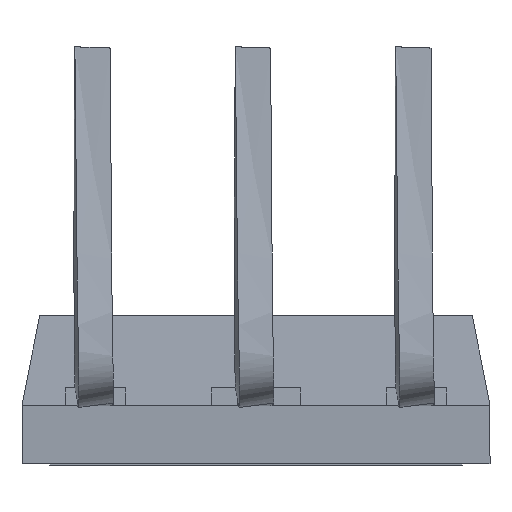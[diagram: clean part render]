
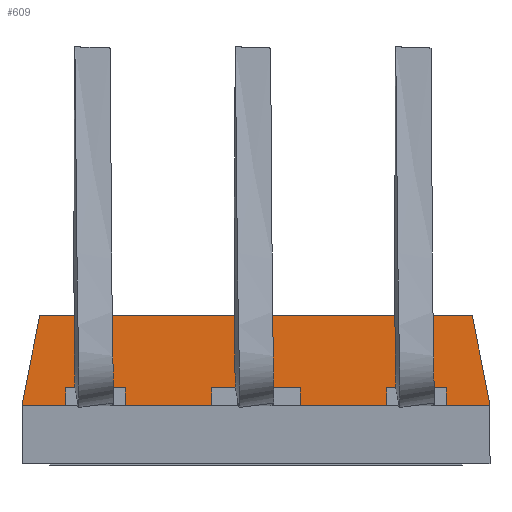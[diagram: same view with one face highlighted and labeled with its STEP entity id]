
A CAD part, front view. The second image highlights one B-rep face of the part: STEP entity #609.
In plain terms, the highlighted planar face has unit normal (0, -0.999, 0.049).
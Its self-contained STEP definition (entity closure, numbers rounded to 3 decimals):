
#30 = ORIENTED_EDGE ( 'NONE', *, *, #1101, .T. ) ;
#48 = DIRECTION ( 'NONE',  ( 0., -0.049, -0.999 ) ) ;
#93 = PLANE ( 'NONE',  #2762 ) ;
#177 = LINE ( 'NONE', #2787, #796 ) ;
#226 = ORIENTED_EDGE ( 'NONE', *, *, #3023, .F. ) ;
#253 = VERTEX_POINT ( 'NONE', #1021 ) ;
#271 = EDGE_CURVE ( 'NONE', #487, #1922, #3843, .T. ) ;
#379 = DIRECTION ( 'NONE',  ( 0., 0.049, 0.999 ) ) ;
#399 = ORIENTED_EDGE ( 'NONE', *, *, #653, .F. ) ;
#440 = ORIENTED_EDGE ( 'NONE', *, *, #2405, .T. ) ;
#465 = LINE ( 'NONE', #3420, #2081 ) ;
#470 = CARTESIAN_POINT ( 'NONE',  ( 15.9, 0., 1.98 ) ) ;
#487 = VERTEX_POINT ( 'NONE', #2157 ) ;
#504 = VECTOR ( 'NONE', #772, 1000. ) ;
#514 = CARTESIAN_POINT ( 'NONE',  ( 3.515, 0., 1.98 ) ) ;
#547 = CARTESIAN_POINT ( 'NONE',  ( 0., 0.03, 2.58 ) ) ;
#548 = ORIENTED_EDGE ( 'NONE', *, *, #271, .F. ) ;
#565 = EDGE_CURVE ( 'NONE', #3443, #253, #177, .T. ) ;
#609 = ADVANCED_FACE ( 'NONE', ( #1411 ), #93, .F. ) ;
#653 = EDGE_CURVE ( 'NONE', #849, #1171, #3213, .T. ) ;
#677 = CARTESIAN_POINT ( 'NONE',  ( 9.45, 0.03, 2.58 ) ) ;
#688 = ORIENTED_EDGE ( 'NONE', *, *, #2002, .F. ) ;
#691 = EDGE_LOOP ( 'NONE', ( #3079, #1664, #2627, #30, #2822, #399, #1121, #730, #3440, #688, #226, #1699, #548, #3010, #2557, #440 ) ) ;
#730 = ORIENTED_EDGE ( 'NONE', *, *, #1244, .T. ) ;
#770 = CARTESIAN_POINT ( 'NONE',  ( 0., 0., 1.98 ) ) ;
#772 = DIRECTION ( 'NONE',  ( 0., 0.049, 0.999 ) ) ;
#779 = LINE ( 'NONE', #514, #3015 ) ;
#796 = VECTOR ( 'NONE', #3110, 1000. ) ;
#809 = EDGE_CURVE ( 'NONE', #1361, #3438, #3819, .T. ) ;
#849 = VERTEX_POINT ( 'NONE', #3100 ) ;
#862 = DIRECTION ( 'NONE',  ( 1., 0., 0. ) ) ;
#871 = VECTOR ( 'NONE', #1516, 1000. ) ;
#973 = CARTESIAN_POINT ( 'NONE',  ( 0., 0., 1.98 ) ) ;
#991 = CARTESIAN_POINT ( 'NONE',  ( 1.485, 0.03, 2.58 ) ) ;
#1021 = CARTESIAN_POINT ( 'NONE',  ( 0.6, 0.15, 5.03 ) ) ;
#1034 = DIRECTION ( 'NONE',  ( 1., 0., 0. ) ) ;
#1059 = CARTESIAN_POINT ( 'NONE',  ( 6.45, 0., 1.98 ) ) ;
#1101 = EDGE_CURVE ( 'NONE', #3443, #2695, #3012, .T. ) ;
#1121 = ORIENTED_EDGE ( 'NONE', *, *, #1979, .F. ) ;
#1167 = VERTEX_POINT ( 'NONE', #470 ) ;
#1171 = VERTEX_POINT ( 'NONE', #2308 ) ;
#1182 = DIRECTION ( 'NONE',  ( 0., 0.049, 0.999 ) ) ;
#1185 = VECTOR ( 'NONE', #1545, 1000. ) ;
#1244 = EDGE_CURVE ( 'NONE', #2297, #3438, #2974, .T. ) ;
#1249 = EDGE_CURVE ( 'NONE', #2702, #487, #2149, .T. ) ;
#1345 = VECTOR ( 'NONE', #862, 1000. ) ;
#1361 = VERTEX_POINT ( 'NONE', #2441 ) ;
#1390 = CARTESIAN_POINT ( 'NONE',  ( 12.385, 0., 1.98 ) ) ;
#1411 = FACE_OUTER_BOUND ( 'NONE', #691, .T. ) ;
#1431 = CARTESIAN_POINT ( 'NONE',  ( 0., 0.03, 2.58 ) ) ;
#1461 = DIRECTION ( 'NONE',  ( -1., 0., 0. ) ) ;
#1478 = VECTOR ( 'NONE', #3570, 1000. ) ;
#1483 = VECTOR ( 'NONE', #3800, 1000. ) ;
#1488 = CARTESIAN_POINT ( 'NONE',  ( 9.45, 0., 1.98 ) ) ;
#1516 = DIRECTION ( 'NONE',  ( -1., 0., 0. ) ) ;
#1545 = DIRECTION ( 'NONE',  ( 1., 0., 0. ) ) ;
#1585 = DIRECTION ( 'NONE',  ( -0.193, 0.048, 0.98 ) ) ;
#1598 = DIRECTION ( 'NONE',  ( 1., 0., 0. ) ) ;
#1653 = LINE ( 'NONE', #1488, #3185 ) ;
#1664 = ORIENTED_EDGE ( 'NONE', *, *, #2286, .F. ) ;
#1699 = ORIENTED_EDGE ( 'NONE', *, *, #3895, .T. ) ;
#1748 = EDGE_CURVE ( 'NONE', #1171, #2695, #3730, .T. ) ;
#1861 = CARTESIAN_POINT ( 'NONE',  ( 6.45, 0.03, 2.58 ) ) ;
#1922 = VERTEX_POINT ( 'NONE', #1390 ) ;
#1950 = CARTESIAN_POINT ( 'NONE',  ( 14.415, 0., 1.98 ) ) ;
#1979 = EDGE_CURVE ( 'NONE', #2297, #849, #779, .T. ) ;
#2002 = EDGE_CURVE ( 'NONE', #3233, #1361, #3903, .T. ) ;
#2081 = VECTOR ( 'NONE', #1598, 1000. ) ;
#2149 = LINE ( 'NONE', #547, #3681 ) ;
#2157 = CARTESIAN_POINT ( 'NONE',  ( 12.385, 0.03, 2.58 ) ) ;
#2212 = DIRECTION ( 'NONE',  ( 0., 0.999, -0.049 ) ) ;
#2222 = VECTOR ( 'NONE', #3811, 1000. ) ;
#2260 = VERTEX_POINT ( 'NONE', #1950 ) ;
#2286 = EDGE_CURVE ( 'NONE', #253, #2895, #3011, .T. ) ;
#2297 = VERTEX_POINT ( 'NONE', #2861 ) ;
#2308 = CARTESIAN_POINT ( 'NONE',  ( 1.485, 0.03, 2.58 ) ) ;
#2405 = EDGE_CURVE ( 'NONE', #2260, #1167, #2817, .T. ) ;
#2434 = CARTESIAN_POINT ( 'NONE',  ( 12.385, 0.03, 2.58 ) ) ;
#2441 = CARTESIAN_POINT ( 'NONE',  ( 6.45, 0.03, 2.58 ) ) ;
#2557 = ORIENTED_EDGE ( 'NONE', *, *, #2737, .F. ) ;
#2561 = CARTESIAN_POINT ( 'NONE',  ( 0., 0.15, 5.03 ) ) ;
#2602 = CARTESIAN_POINT ( 'NONE',  ( 14.415, 0., 1.98 ) ) ;
#2627 = ORIENTED_EDGE ( 'NONE', *, *, #565, .F. ) ;
#2695 = VERTEX_POINT ( 'NONE', #3653 ) ;
#2702 = VERTEX_POINT ( 'NONE', #2746 ) ;
#2737 = EDGE_CURVE ( 'NONE', #2260, #2702, #2843, .T. ) ;
#2746 = CARTESIAN_POINT ( 'NONE',  ( 14.415, 0.03, 2.58 ) ) ;
#2762 = AXIS2_PLACEMENT_3D ( 'NONE', #973, #2212, #379 ) ;
#2772 = VERTEX_POINT ( 'NONE', #3842 ) ;
#2787 = CARTESIAN_POINT ( 'NONE',  ( 0., 0., 1.98 ) ) ;
#2817 = LINE ( 'NONE', #3380, #1185 ) ;
#2818 = DIRECTION ( 'NONE',  ( 0., -0.049, -0.999 ) ) ;
#2822 = ORIENTED_EDGE ( 'NONE', *, *, #1748, .F. ) ;
#2843 = LINE ( 'NONE', #2602, #504 ) ;
#2861 = CARTESIAN_POINT ( 'NONE',  ( 3.515, 0., 1.98 ) ) ;
#2895 = VERTEX_POINT ( 'NONE', #3290 ) ;
#2961 = DIRECTION ( 'NONE',  ( 0., 0.049, 0.999 ) ) ;
#2974 = LINE ( 'NONE', #3295, #1345 ) ;
#3010 = ORIENTED_EDGE ( 'NONE', *, *, #1249, .F. ) ;
#3011 = LINE ( 'NONE', #2561, #3721 ) ;
#3012 = LINE ( 'NONE', #770, #1483 ) ;
#3015 = VECTOR ( 'NONE', #2961, 1000. ) ;
#3023 = EDGE_CURVE ( 'NONE', #2772, #3233, #1653, .T. ) ;
#3079 = ORIENTED_EDGE ( 'NONE', *, *, #3232, .T. ) ;
#3100 = CARTESIAN_POINT ( 'NONE',  ( 3.515, 0.03, 2.58 ) ) ;
#3110 = DIRECTION ( 'NONE',  ( 0.193, 0.048, 0.98 ) ) ;
#3122 = CARTESIAN_POINT ( 'NONE',  ( 15.9, 0., 1.98 ) ) ;
#3185 = VECTOR ( 'NONE', #1182, 1000. ) ;
#3213 = LINE ( 'NONE', #3346, #871 ) ;
#3222 = LINE ( 'NONE', #3122, #3915 ) ;
#3232 = EDGE_CURVE ( 'NONE', #1167, #2895, #3222, .T. ) ;
#3233 = VERTEX_POINT ( 'NONE', #677 ) ;
#3290 = CARTESIAN_POINT ( 'NONE',  ( 15.3, 0.15, 5.03 ) ) ;
#3295 = CARTESIAN_POINT ( 'NONE',  ( 0., 0., 1.98 ) ) ;
#3346 = CARTESIAN_POINT ( 'NONE',  ( 0., 0.03, 2.58 ) ) ;
#3380 = CARTESIAN_POINT ( 'NONE',  ( 0., 0., 1.98 ) ) ;
#3420 = CARTESIAN_POINT ( 'NONE',  ( 0., 0., 1.98 ) ) ;
#3438 = VERTEX_POINT ( 'NONE', #1059 ) ;
#3440 = ORIENTED_EDGE ( 'NONE', *, *, #809, .F. ) ;
#3443 = VERTEX_POINT ( 'NONE', #3799 ) ;
#3570 = DIRECTION ( 'NONE',  ( -1., 0., 0. ) ) ;
#3631 = VECTOR ( 'NONE', #2818, 1000. ) ;
#3653 = CARTESIAN_POINT ( 'NONE',  ( 1.485, 0., 1.98 ) ) ;
#3681 = VECTOR ( 'NONE', #1461, 1000. ) ;
#3721 = VECTOR ( 'NONE', #1034, 1000. ) ;
#3726 = VECTOR ( 'NONE', #48, 1000. ) ;
#3730 = LINE ( 'NONE', #991, #3631 ) ;
#3799 = CARTESIAN_POINT ( 'NONE',  ( 0., 0., 1.98 ) ) ;
#3800 = DIRECTION ( 'NONE',  ( 1., 0., 0. ) ) ;
#3811 = DIRECTION ( 'NONE',  ( 0., -0.049, -0.999 ) ) ;
#3819 = LINE ( 'NONE', #1861, #3726 ) ;
#3842 = CARTESIAN_POINT ( 'NONE',  ( 9.45, 0., 1.98 ) ) ;
#3843 = LINE ( 'NONE', #2434, #2222 ) ;
#3895 = EDGE_CURVE ( 'NONE', #2772, #1922, #465, .T. ) ;
#3903 = LINE ( 'NONE', #1431, #1478 ) ;
#3915 = VECTOR ( 'NONE', #1585, 1000. ) ;
